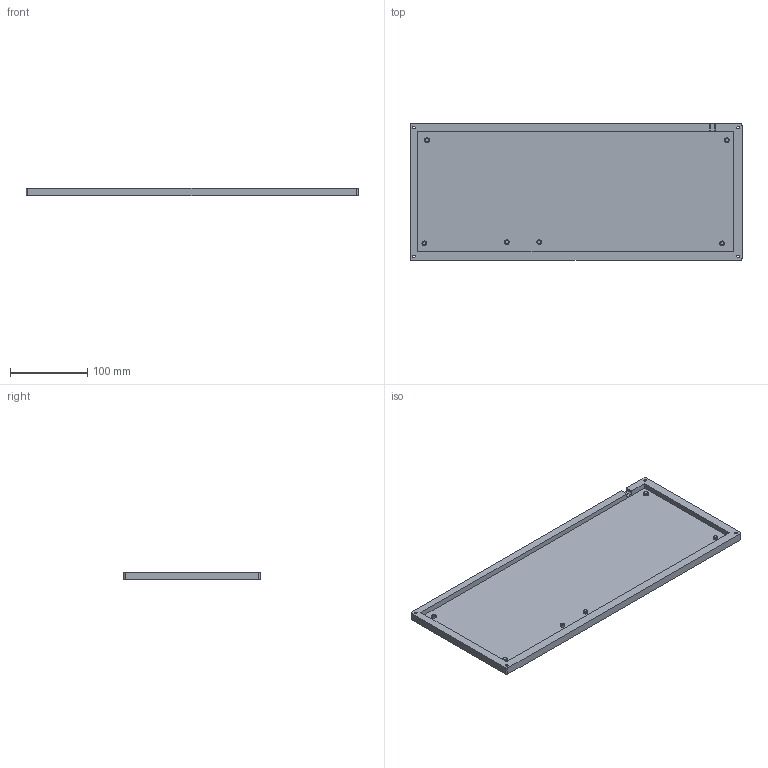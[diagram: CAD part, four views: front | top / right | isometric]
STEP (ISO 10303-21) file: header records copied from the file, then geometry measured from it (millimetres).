
FILE_DESCRIPTION(/* description */ (''),/* implementation_level */ '2;1');
FILE_NAME(/* name */ 'Panzerboard bottom.step',/* time_stamp */ '2025-07-31T11:47:32+06:00',/* author */ (''),/* organization */ (''),/* preprocessor_version */ 'ST-DEVELOPER v20.1',/* originating_system */ 'Autodesk Translation Framework v14.10.0.0',/* authorisation */ '');
FILE_SCHEMA (('AUTOMOTIVE_DESIGN { 1 0 10303 214 3 1 1 }'));
Length unit declared in the file: millimetre
Products named in the file (1): 2025-07-29-22-54-33-392
Bounding box: 430.69 x 177.09 x 10 mm (x, y, z)
Volume: 314395.3 mm3; surface area: 173342.4 mm2
Topology: 1 solids, 1 shells, 60 faces, 126 edges, 84 vertices
Faces by surface type: plane 32, cylinder 28
Full cylindrical faces by diameter (mm): 3.4 x4, 4.3 x6, 6 x10
Entity records: 1664 total; most frequent: DIRECTION 304, CARTESIAN_POINT 271, ORIENTED_EDGE 252, EDGE_CURVE 126, AXIS2_PLACEMENT_3D 117, EDGE_LOOP 84, VERTEX_POINT 84, LINE 70
